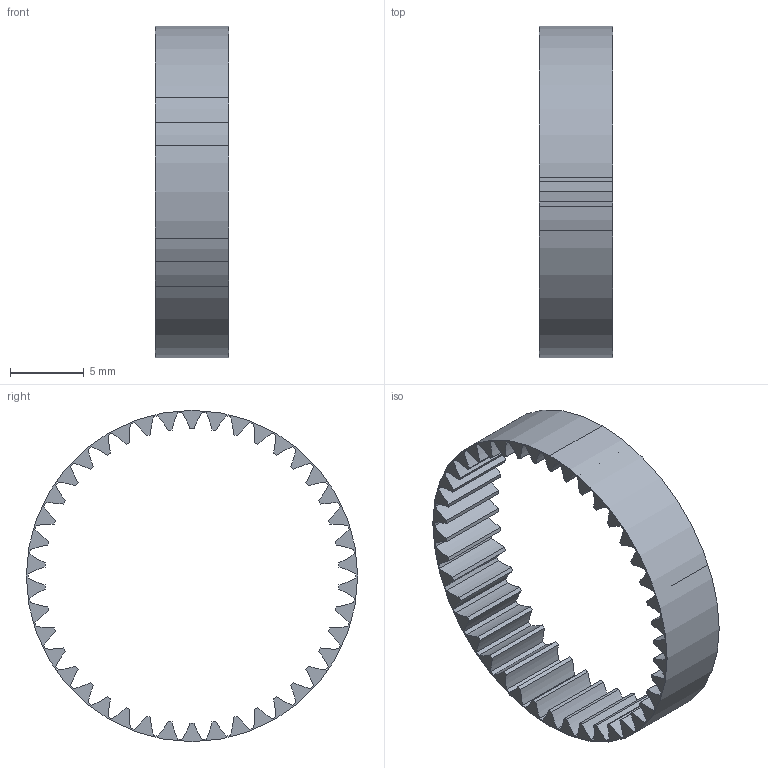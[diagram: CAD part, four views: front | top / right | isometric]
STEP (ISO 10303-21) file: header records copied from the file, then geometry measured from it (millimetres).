
FILE_DESCRIPTION (( 'STEP AP214' ), '1' );
FILE_NAME ('internal gear 42T.STEP', '2020-09-08T00:32:09', ( '' ), ( '' ), 'SwSTEP 2.0', 'SolidWorks 2019', '' );
FILE_SCHEMA (( 'AUTOMOTIVE_DESIGN' ));
Length unit declared in the file: millimetre
Products named in the file (1): internal gear 42T
Bounding box: 5 x 22.5 x 22.5 mm (x, y, z)
Volume: 227.3 mm3; surface area: 1081.5 mm2
Topology: 1 solids, 1 shells, 177 faces, 525 edges, 350 vertices
Faces by surface type: cylinder 175, plane 2
Entity records: 6187 total; most frequent: DIRECTION 1231, CARTESIAN_POINT 1053, ORIENTED_EDGE 1050, AXIS2_PLACEMENT_3D 528, EDGE_CURVE 525, CIRCLE 350, VERTEX_POINT 350, EDGE_LOOP 179
